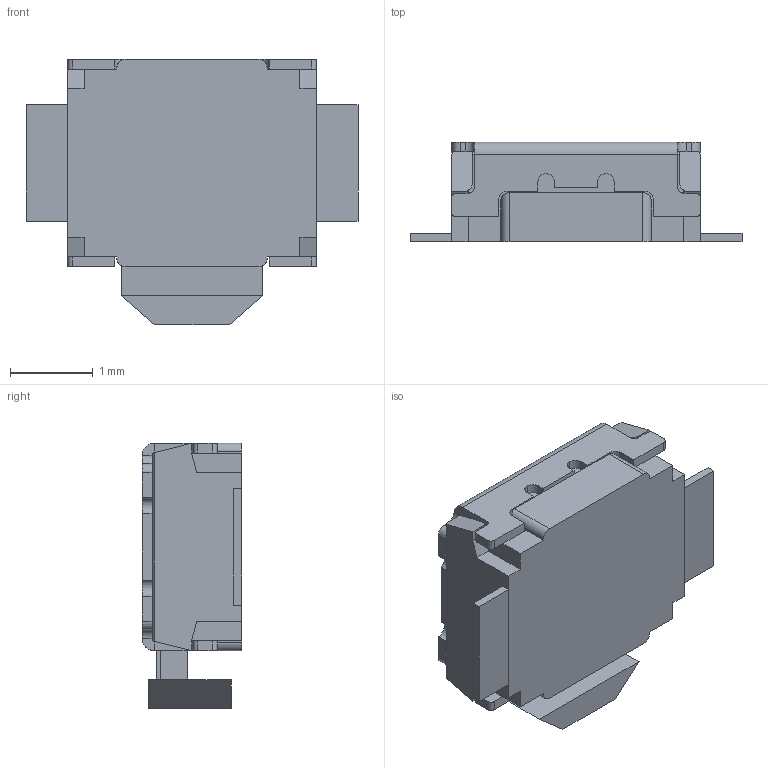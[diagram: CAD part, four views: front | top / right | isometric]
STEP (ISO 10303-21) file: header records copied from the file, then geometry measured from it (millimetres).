
FILE_DESCRIPTION (( 'STEP AP214' ), '1' );
FILE_NAME ('B3U-3000P.STEP', '2019-04-17T23:11:04', ( '' ), ( '' ), 'SwSTEP 2.0', 'SolidWorks 2017', '' );
FILE_SCHEMA (( 'AUTOMOTIVE_DESIGN' ));
Length unit declared in the file: millimetre
Products named in the file (1): B3U-3000P
Bounding box: 4 x 1.2 x 3.2 mm (x, y, z)
Volume: 8.6 mm3; surface area: 57.7 mm2
Topology: 5 solids, 5 shells, 207 faces, 546 edges, 350 vertices
Faces by surface type: plane 149, cylinder 58
Entity records: 6384 total; most frequent: CARTESIAN_POINT 1128, ORIENTED_EDGE 1092, DIRECTION 1060, EDGE_CURVE 546, VECTOR 432, LINE 432, VERTEX_POINT 350, AXIS2_PLACEMENT_3D 314
